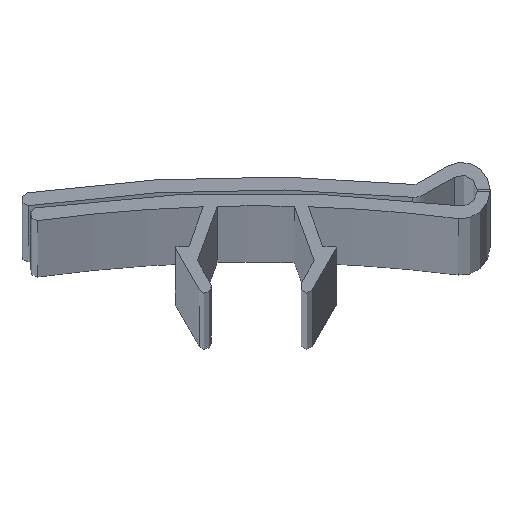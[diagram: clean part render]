
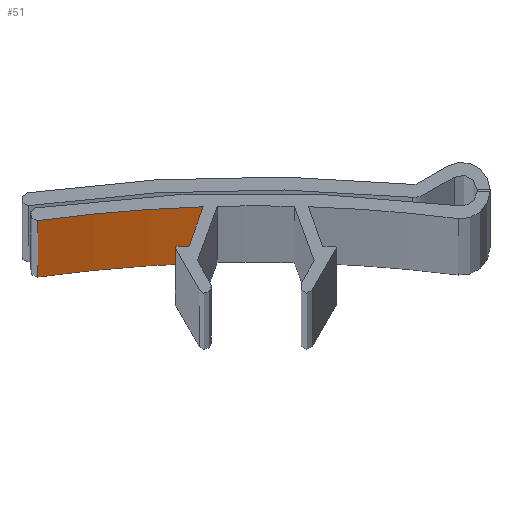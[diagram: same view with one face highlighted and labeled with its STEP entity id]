
A CAD part, top view. The second image highlights one B-rep face of the part: STEP entity #51.
In plain terms, the highlighted cylindrical face has radius 100 mm (diameter 200 mm), a partial arc.
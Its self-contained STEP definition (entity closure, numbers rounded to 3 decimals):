
#24 = CARTESIAN_POINT ( 'NONE',  ( 150., -84.212, -975. ) ) ;
#47 = DIRECTION ( 'NONE',  ( 0., 0., -1. ) ) ;
#51 = ADVANCED_FACE ( 'NONE', ( #669 ), #1332, .F. ) ;
#66 = LINE ( 'NONE', #195, #781 ) ;
#172 = ORIENTED_EDGE ( 'NONE', *, *, #1266, .F. ) ;
#191 = DIRECTION ( 'NONE',  ( 1., 0., 0. ) ) ;
#195 = CARTESIAN_POINT ( 'NONE',  ( 136.494, 14.872, -975. ) ) ;
#238 = VERTEX_POINT ( 'NONE', #282 ) ;
#282 = CARTESIAN_POINT ( 'NONE',  ( 146.75, 15.735, -975. ) ) ;
#294 = CIRCLE ( 'NONE', #737, 100. ) ;
#367 = EDGE_LOOP ( 'NONE', ( #516, #172, #1061, #499 ) ) ;
#400 = VERTEX_POINT ( 'NONE', #1424 ) ;
#418 = DIRECTION ( 'NONE',  ( 0., 0., 1. ) ) ;
#465 = CARTESIAN_POINT ( 'NONE',  ( 146.75, 15.735, -975. ) ) ;
#473 = LINE ( 'NONE', #465, #736 ) ;
#475 = CIRCLE ( 'NONE', #612, 100. ) ;
#499 = ORIENTED_EDGE ( 'NONE', *, *, #1024, .F. ) ;
#516 = ORIENTED_EDGE ( 'NONE', *, *, #890, .T. ) ;
#587 = EDGE_CURVE ( 'NONE', #238, #400, #475, .T. ) ;
#612 = AXIS2_PLACEMENT_3D ( 'NONE', #24, #909, #788 ) ;
#625 = CARTESIAN_POINT ( 'NONE',  ( 150., -84.212, -975. ) ) ;
#669 = FACE_OUTER_BOUND ( 'NONE', #367, .T. ) ;
#735 = DIRECTION ( 'NONE',  ( 0., 0., 1. ) ) ;
#736 = VECTOR ( 'NONE', #47, 1000. ) ;
#737 = AXIS2_PLACEMENT_3D ( 'NONE', #964, #418, #1088 ) ;
#781 = VECTOR ( 'NONE', #1421, 1000. ) ;
#788 = DIRECTION ( 'NONE',  ( 1., 0., 0. ) ) ;
#890 = EDGE_CURVE ( 'NONE', #898, #1293, #294, .T. ) ;
#898 = VERTEX_POINT ( 'NONE', #1197 ) ;
#909 = DIRECTION ( 'NONE',  ( 0., 0., 1. ) ) ;
#964 = CARTESIAN_POINT ( 'NONE',  ( 150., -84.212, 1025. ) ) ;
#1024 = EDGE_CURVE ( 'NONE', #898, #238, #473, .T. ) ;
#1061 = ORIENTED_EDGE ( 'NONE', *, *, #587, .F. ) ;
#1088 = DIRECTION ( 'NONE',  ( 1., 0., 0. ) ) ;
#1106 = AXIS2_PLACEMENT_3D ( 'NONE', #625, #735, #191 ) ;
#1197 = CARTESIAN_POINT ( 'NONE',  ( 146.75, 15.735, 1025. ) ) ;
#1266 = EDGE_CURVE ( 'NONE', #400, #1293, #66, .T. ) ;
#1280 = CARTESIAN_POINT ( 'NONE',  ( 136.494, 14.872, 1025. ) ) ;
#1293 = VERTEX_POINT ( 'NONE', #1280 ) ;
#1332 = CYLINDRICAL_SURFACE ( 'NONE', #1106, 100. ) ;
#1421 = DIRECTION ( 'NONE',  ( 0., 0., 1. ) ) ;
#1424 = CARTESIAN_POINT ( 'NONE',  ( 136.494, 14.872, -975. ) ) ;
